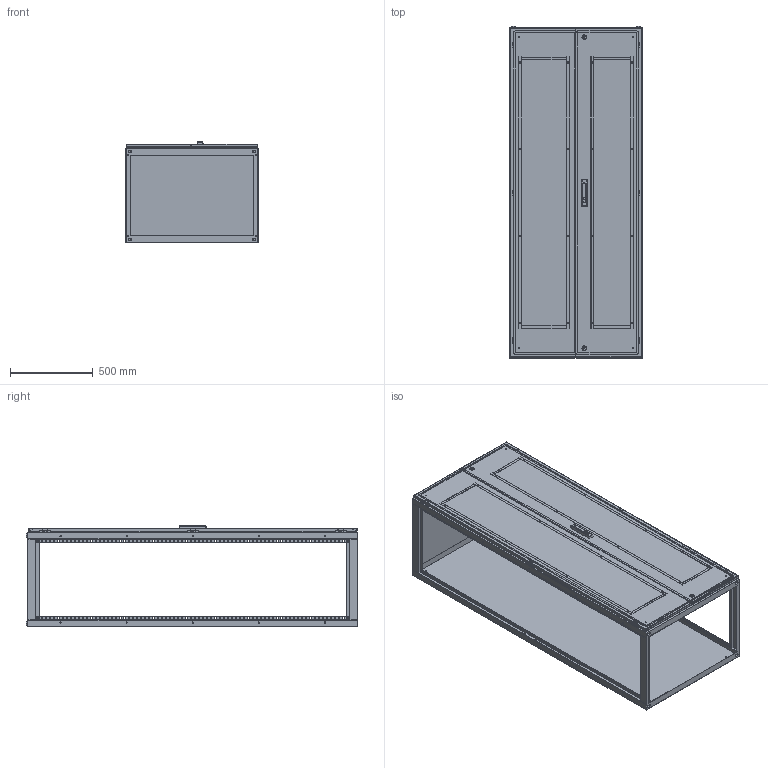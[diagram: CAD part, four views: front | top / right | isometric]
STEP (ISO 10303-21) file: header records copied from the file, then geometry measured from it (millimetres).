
FILE_DESCRIPTION (( 'STEP AP203' ), '1' );
FILE_NAME ('YKM50-2000-800-600-2D-54 ÂÐÓ ñáîðíûé êîðïóñ 2000õ800õ600-2Ä IP54 SMART IEK.STEP', '2021-01-29T09:17:08', ( '' ), ( '' ), 'SwSTEP 2.0', 'SolidWorks 2017', '' );
FILE_SCHEMA (( 'CONFIG_CONTROL_DESIGN' ));
Length unit declared in the file: millimetre
Products named in the file (4): Êàðêàñ ÂÐÓ 2000õ800õ600 -2Ä; Äâåðü äëÿ ÂÐÓ 2000õ800 IP54 Ëåâàÿ; YKM50-2000-800-600-2D-54 ÂÐÓ ñáîðíûé êîðïóñ 2000õ800õ600-2Ä IP54 SMART IEK; Äâåðü äëÿ ÂÐÓ 2000õ800 IP54 Ïðàâàÿ
Assembly tree (3 placements, depth 2):
  YKM50-2000-800-600-2D-54 ÂÐÓ ñáîðíûé êîðïóñ 2000õ800õ600-2Ä IP54 SMART IEK
    Êàðêàñ ÂÐÓ 2000õ800õ600 -2Ä
    Äâåðü äëÿ ÂÐÓ 2000õ800 IP54 Ëåâàÿ
    Äâåðü äëÿ ÂÐÓ 2000õ800 IP54 Ïðàâàÿ
Bounding box: 800 x 2008 x 612.4 mm (x, y, z)
Volume: 9710627.5 mm3; surface area: 12438498.4 mm2
Topology: 65 solids, 73 shells, 5018 faces, 13639 edges, 8802 vertices
Faces by surface type: plane 2734, cylinder 1822, cone 272, sphere 78, torus 64, bspline 48
Entity records: 167383 total; most frequent: CARTESIAN_POINT 35361, ORIENTED_EDGE 27122, DIRECTION 26743, EDGE_CURVE 13561, AXIS2_PLACEMENT_3D 9020, VERTEX_POINT 8802, LINE 8703, VECTOR 8703
